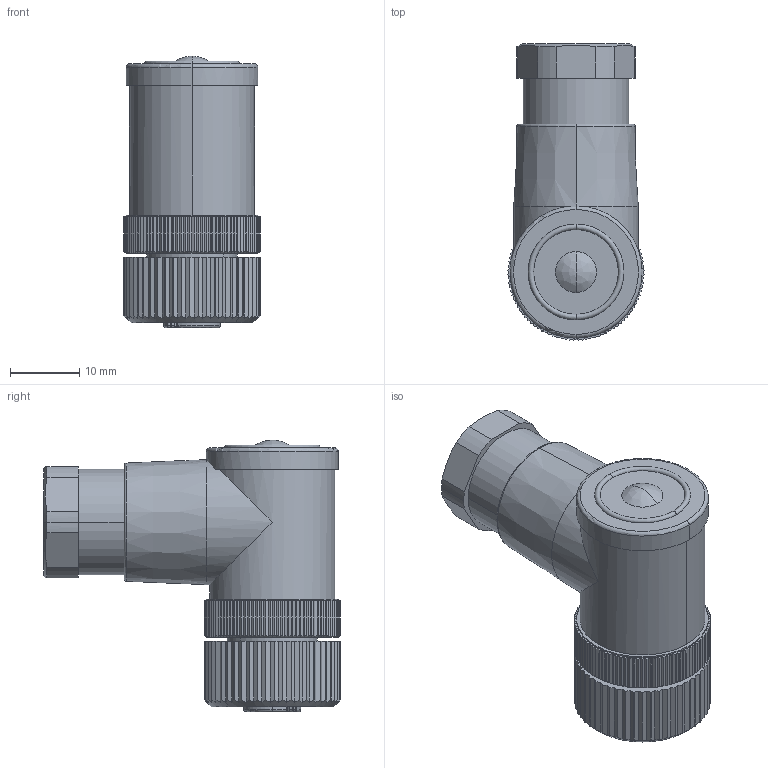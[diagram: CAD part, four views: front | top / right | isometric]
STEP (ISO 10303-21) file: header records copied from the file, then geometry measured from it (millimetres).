
FILE_DESCRIPTION(('CATIA V5 STEP Exchange','CAx-IF Rec.Pracs.--- Model Styling and Organization---1.4--- 2014-01-23'),'2;1');
FILE_NAME ('003113-2_0', '2022-04-11T06:05:48+00:00', ('none'), ('Weidmueller'), 'CATIA Version 5-6 Release 2016 SP3 HF44', 'CATIA V5 STEP AP214', 'none');
FILE_SCHEMA(('AUTOMOTIVE_DESIGN { 1 0 10303 214 1 1 1 1 }'));
Length unit declared in the file: millimetre
Products named in the file (1): 1007070000
Bounding box: 19.59 x 42.7 x 39.1 mm (x, y, z)
Volume: 15308.4 mm3; surface area: 5357.9 mm2
Topology: 1 solids, 1 shells, 601 faces, 1715 edges, 1130 vertices
Faces by surface type: plane 342, cylinder 216, cone 18, torus 16, sphere 7, bspline 2
Entity records: 20344 total; most frequent: CARTESIAN_POINT 5538, ORIENTED_EDGE 3414, DIRECTION 2487, EDGE_CURVE 1707, VERTEX_POINT 1130, AXIS2_PLACEMENT_3D 1013, VECTOR 878, LINE 878
